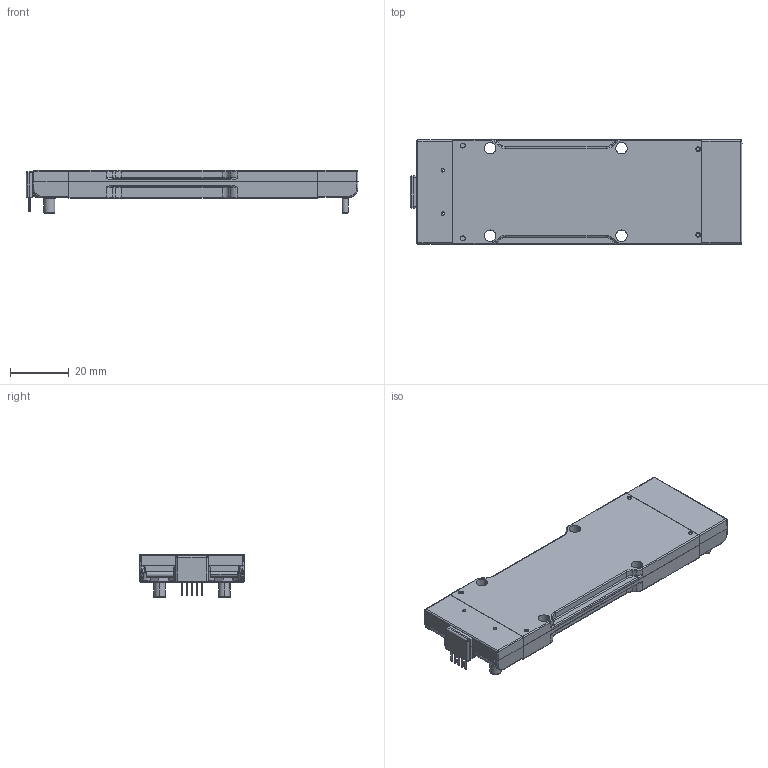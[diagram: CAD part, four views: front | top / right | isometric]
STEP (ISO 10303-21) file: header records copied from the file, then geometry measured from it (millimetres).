
FILE_DESCRIPTION (( 'STEP AP214' ), '1' );
FILE_NAME ('VIA_HV_BCM_4414_BoardMount_LongPin W COMM.STEP', '2021-08-23T13:48:25', ( '' ), ( '' ), 'SwSTEP 2.0', 'SolidWorks 2017', '' );
FILE_SCHEMA (( 'AUTOMOTIVE_DESIGN' ));
Length unit declared in the file: inch
Products named in the file (1): VIA_HV_BCM_4414_BoardMount_LongPin W COMM
Bounding box: 112.76 x 35.54 x 14.61 mm (x, y, z)
Volume: 34733.4 mm3; surface area: 24865 mm2
Topology: 35 solids, 35 shells, 1378 faces, 3516 edges, 2226 vertices
Faces by surface type: cylinder 481, plane 447, cone 308, bspline 142
Entity records: 87312 total; most frequent: CARTESIAN_POINT 42945, ORIENTED_EDGE 7032, DIRECTION 6013, EDGE_CURVE 3516, AXIS2_PLACEMENT_3D 2264, VERTEX_POINT 2226, LINE 1485, VECTOR 1485
